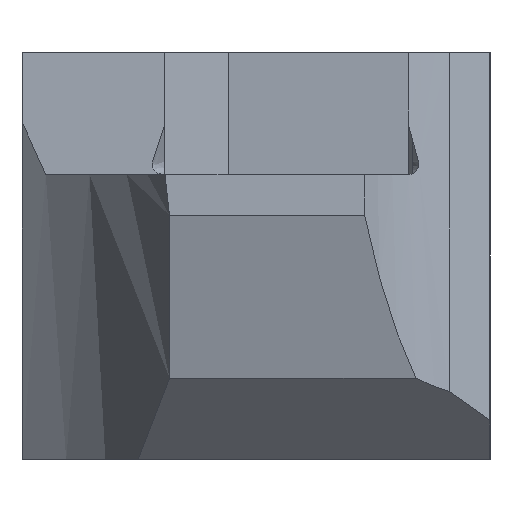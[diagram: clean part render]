
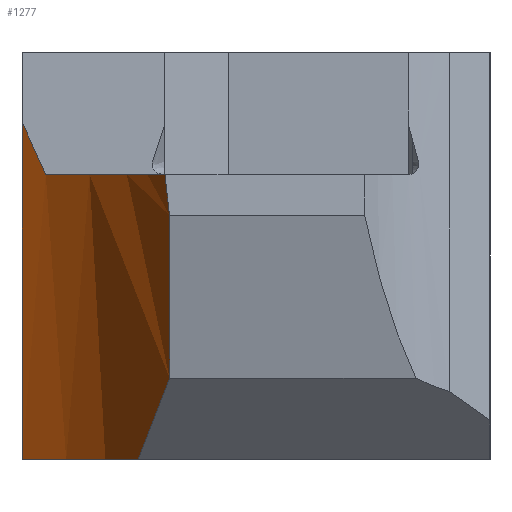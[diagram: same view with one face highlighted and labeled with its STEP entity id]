
A CAD part, left-side view. The second image highlights one B-rep face of the part: STEP entity #1277.
In plain terms, the highlighted free-form (B-spline) face has degree [3, 1] with [4, 2] control points.
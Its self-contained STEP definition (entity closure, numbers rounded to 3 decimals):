
#19 = CARTESIAN_POINT ( 'NONE',  ( 3.613, 9.008, -10. ) ) ;
#43 = B_SPLINE_CURVE_WITH_KNOTS ( 'NONE', 3,
 ( #1176, #1673, #1171, #315 ),
 .UNSPECIFIED., .F., .F.,
 ( 4, 4 ),
 ( 0., 1. ),
 .UNSPECIFIED. ) ;
#59 = CARTESIAN_POINT ( 'NONE',  ( 3.446, 11.108, -2.531 ) ) ;
#74 = CARTESIAN_POINT ( 'NONE',  ( 0., 7.988, -3. ) ) ;
#79 = CARTESIAN_POINT ( 'NONE',  ( 5.669, 11.5, -10. ) ) ;
#110 = CARTESIAN_POINT ( 'NONE',  ( 3.236, 10.596, -3. ) ) ;
#121 = ORIENTED_EDGE ( 'NONE', *, *, #1145, .T. ) ;
#140 = EDGE_LOOP ( 'NONE', ( #1241, #1543, #279, #121, #368, #931, #296, #539 ) ) ;
#141 = CARTESIAN_POINT ( 'NONE',  ( 3.072, 8.647, -10. ) ) ;
#147 = CARTESIAN_POINT ( 'NONE',  ( 1.072, 7.875, -8. ) ) ;
#160 = VECTOR ( 'NONE', #571, 1000. ) ;
#185 = CARTESIAN_POINT ( 'NONE',  ( 3.446, 11.5, -1.702 ) ) ;
#193 = CARTESIAN_POINT ( 'NONE',  ( 0.009, 7.992, -3. ) ) ;
#210 = B_SPLINE_CURVE_WITH_KNOTS ( 'NONE', 3,
 ( #889, #59, #593, #185 ),
 .UNSPECIFIED., .F., .F.,
 ( 4, 4 ),
 ( 0., 1. ),
 .UNSPECIFIED. ) ;
#231 = CARTESIAN_POINT ( 'NONE',  ( 3.005, 10.293, -3. ) ) ;
#249 = CARTESIAN_POINT ( 'NONE',  ( -0.629, 7.875, -1.652 ) ) ;
#258 = LINE ( 'NONE', #627, #1311 ) ;
#279 = ORIENTED_EDGE ( 'NONE', *, *, #1357, .F. ) ;
#296 = ORIENTED_EDGE ( 'NONE', *, *, #878, .T. ) ;
#315 = CARTESIAN_POINT ( 'NONE',  ( 1.072, 7.875, -8. ) ) ;
#359 = CARTESIAN_POINT ( 'NONE',  ( 0., 7.875, -4. ) ) ;
#360 = LINE ( 'NONE', #568, #160 ) ;
#368 = ORIENTED_EDGE ( 'NONE', *, *, #682, .F. ) ;
#372 = CARTESIAN_POINT ( 'NONE',  ( 2.231, 9.456, -3. ) ) ;
#376 =( BOUNDED_CURVE ( )  B_SPLINE_CURVE ( 3, ( #74, #193, #602, #1421 ),
 .UNSPECIFIED., .F., .F. ) 
 B_SPLINE_CURVE_WITH_KNOTS ( ( 4, 4 ),
 ( 0., 1. ),
 .UNSPECIFIED. ) 
 CURVE ( )  GEOMETRIC_REPRESENTATION_ITEM ( )  RATIONAL_B_SPLINE_CURVE ( ( 0.994, 0.994, 0.994, 0.993 ) ) 
 REPRESENTATION_ITEM ( '' )  );
#379 = CARTESIAN_POINT ( 'NONE',  ( 1.125, 8.579, -1.652 ) ) ;
#404 = CARTESIAN_POINT ( 'NONE',  ( 4.104, 9.431, -10. ) ) ;
#440 = B_SPLINE_CURVE_WITH_KNOTS ( 'NONE', 3,
 ( #141, #19, #404, #1365, #547, #1518 ),
 .UNSPECIFIED., .F., .F.,
 ( 4, 2, 4 ),
 ( 0., 0.5, 1. ),
 .UNSPECIFIED. ) ;
#509 = CARTESIAN_POINT ( 'NONE',  ( 0.722, 8.312, -3. ) ) ;
#517 = CARTESIAN_POINT ( 'NONE',  ( 3.072, 8.647, -10. ) ) ;
#524 = CARTESIAN_POINT ( 'NONE',  ( 2.535, 9.837, -1.652 ) ) ;
#539 = ORIENTED_EDGE ( 'NONE', *, *, #1686, .F. ) ;
#541 = VERTEX_POINT ( 'NONE', #359 ) ;
#547 = CARTESIAN_POINT ( 'NONE',  ( 5.36, 10.927, -10. ) ) ;
#568 = CARTESIAN_POINT ( 'NONE',  ( 0.489, 7.875, -5.826 ) ) ;
#569 = CARTESIAN_POINT ( 'NONE',  ( 0., 7.988, -3. ) ) ;
#571 = DIRECTION ( 'NONE',  ( 0.259, 0., -0.966 ) ) ;
#593 = CARTESIAN_POINT ( 'NONE',  ( 3.446, 11.303, -2.099 ) ) ;
#602 = CARTESIAN_POINT ( 'NONE',  ( 0.018, 7.996, -3. ) ) ;
#609 = CARTESIAN_POINT ( 'NONE',  ( 0., 7.988, -3. ) ) ;
#627 = CARTESIAN_POINT ( 'NONE',  ( 5.669, 11.5, -10. ) ) ;
#630 = DIRECTION ( 'NONE',  ( -0.259, 0., 0.966 ) ) ;
#663 = CARTESIAN_POINT ( 'NONE',  ( 3.433, 11.5, -1.652 ) ) ;
#682 = EDGE_CURVE ( 'NONE', #541, #1002, #360, .T. ) ;
#731 = EDGE_CURVE ( 'NONE', #843, #982, #258, .T. ) ;
#749 = CARTESIAN_POINT ( 'NONE',  ( 0.026, 8., -3. ) ) ;
#843 = VERTEX_POINT ( 'NONE', #79 ) ;
#848 = VERTEX_POINT ( 'NONE', #609 ) ;
#867 = CARTESIAN_POINT ( 'NONE',  ( 0., 7.949, -3.331 ) ) ;
#878 = EDGE_CURVE ( 'NONE', #848, #1626, #376, .T. ) ;
#889 = CARTESIAN_POINT ( 'NONE',  ( 3.446, 10.916, -3. ) ) ;
#931 = ORIENTED_EDGE ( 'NONE', *, *, #1216, .F. ) ;
#982 = VERTEX_POINT ( 'NONE', #1520 ) ;
#1002 = VERTEX_POINT ( 'NONE', #147 ) ;
#1105 = CARTESIAN_POINT ( 'NONE',  ( 3.446, 10.916, -3. ) ) ;
#1145 = EDGE_CURVE ( 'NONE', #1732, #1002, #43, .T. ) ;
#1149 = EDGE_CURVE ( 'NONE', #1501, #982, #210, .T. ) ;
#1158 = CARTESIAN_POINT ( 'NONE',  ( 0., 7.911, -3.664 ) ) ;
#1168 =( BOUNDED_SURFACE ( )  B_SPLINE_SURFACE ( 3, 1, ( 
 ( #1619, #249 ),
 ( #1233, #379 ),
 ( #1340, #524 ),
 ( #1494, #663 ) ),
 .UNSPECIFIED., .F., .F., .T. ) 
 B_SPLINE_SURFACE_WITH_KNOTS ( ( 4, 4 ),
 ( 2, 2 ),
 ( 0., 1. ),
 ( 0., 1. ),
 .UNSPECIFIED. ) 
 GEOMETRIC_REPRESENTATION_ITEM ( )  RATIONAL_B_SPLINE_SURFACE ( (
 ( 1., 1.),
 ( 0.96, 0.96),
 ( 0.96, 0.96),
 ( 1., 1.) ) ) 
 REPRESENTATION_ITEM ( '' )  SURFACE ( )  );
#1171 = CARTESIAN_POINT ( 'NONE',  ( 1.861, 8.107, -8.789 ) ) ;
#1176 = CARTESIAN_POINT ( 'NONE',  ( 3.072, 8.647, -10. ) ) ;
#1216 = EDGE_CURVE ( 'NONE', #848, #541, #1654, .T. ) ;
#1217 = CARTESIAN_POINT ( 'NONE',  ( 2.504, 9.724, -3. ) ) ;
#1233 = CARTESIAN_POINT ( 'NONE',  ( 3.362, 8.579, -10. ) ) ;
#1241 = ORIENTED_EDGE ( 'NONE', *, *, #1149, .T. ) ;
#1270 = CARTESIAN_POINT ( 'NONE',  ( 0., 7.875, -4. ) ) ;
#1272 = CARTESIAN_POINT ( 'NONE',  ( 3.446, 10.916, -3. ) ) ;
#1277 = ADVANCED_FACE ( 'NONE', ( #1370 ), #1168, .F. ) ;
#1311 = VECTOR ( 'NONE', #630, 1000. ) ;
#1329 = CARTESIAN_POINT ( 'NONE',  ( 1.36, 8.715, -3. ) ) ;
#1340 = CARTESIAN_POINT ( 'NONE',  ( 4.772, 9.837, -10. ) ) ;
#1357 = EDGE_CURVE ( 'NONE', #1732, #843, #440, .T. ) ;
#1365 = CARTESIAN_POINT ( 'NONE',  ( 4.985, 10.399, -10. ) ) ;
#1370 = FACE_OUTER_BOUND ( 'NONE', #140, .T. ) ;
#1421 = CARTESIAN_POINT ( 'NONE',  ( 0.026, 8., -3. ) ) ;
#1478 = CARTESIAN_POINT ( 'NONE',  ( 0.026, 8., -3. ) ) ;
#1494 = CARTESIAN_POINT ( 'NONE',  ( 5.669, 11.5, -10. ) ) ;
#1501 = VERTEX_POINT ( 'NONE', #1272 ) ;
#1518 = CARTESIAN_POINT ( 'NONE',  ( 5.669, 11.5, -10. ) ) ;
#1520 = CARTESIAN_POINT ( 'NONE',  ( 3.446, 11.5, -1.702 ) ) ;
#1543 = ORIENTED_EDGE ( 'NONE', *, *, #731, .F. ) ;
#1619 = CARTESIAN_POINT ( 'NONE',  ( 1.608, 7.875, -10. ) ) ;
#1626 = VERTEX_POINT ( 'NONE', #749 ) ;
#1654 = B_SPLINE_CURVE_WITH_KNOTS ( 'NONE', 3,
 ( #569, #867, #1158, #1270 ),
 .UNSPECIFIED., .F., .F.,
 ( 4, 4 ),
 ( 0., 1. ),
 .UNSPECIFIED. ) ;
#1673 = CARTESIAN_POINT ( 'NONE',  ( 2.528, 8.381, -9.456 ) ) ;
#1686 = EDGE_CURVE ( 'NONE', #1501, #1626, #1716, .T. ) ;
#1716 = B_SPLINE_CURVE_WITH_KNOTS ( 'NONE', 3,
 ( #1105, #110, #231, #1217, #372, #1329, #509, #1478 ),
 .UNSPECIFIED., .F., .F.,
 ( 4, 2, 2, 4 ),
 ( 0., 0.25, 0.5, 1. ),
 .UNSPECIFIED. ) ;
#1732 = VERTEX_POINT ( 'NONE', #517 ) ;
